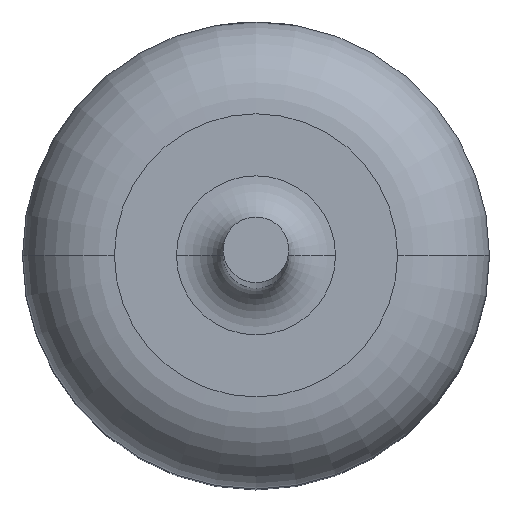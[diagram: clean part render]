
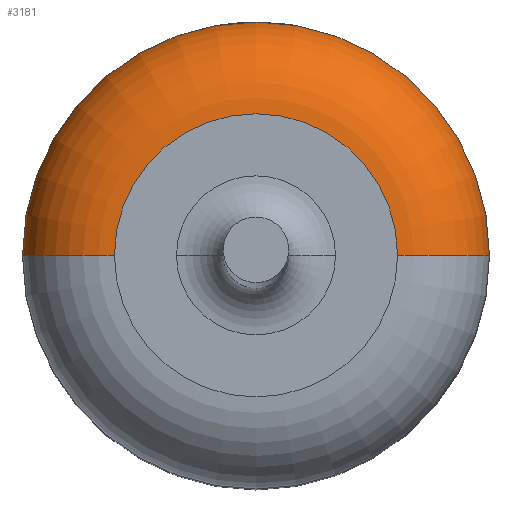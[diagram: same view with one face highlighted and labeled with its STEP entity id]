
A CAD part, top view. The second image highlights one B-rep face of the part: STEP entity #3181.
In plain terms, the highlighted toroidal (fillet/blend) face has major radius 1.155 mm and minor radius 0.75 mm.
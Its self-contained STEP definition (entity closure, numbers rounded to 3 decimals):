
#31 = AXIS2_PLACEMENT_3D ( 'NONE', #2025, #918, #2275 ) ;
#68 = EDGE_CURVE ( 'NONE', #3340, #1966, #1793, .T. ) ;
#386 = FACE_OUTER_BOUND ( 'NONE', #2972, .T. ) ;
#695 = DIRECTION ( 'NONE',  ( 0., 0., 1. ) ) ;
#709 = DIRECTION ( 'NONE',  ( 0., 0., -1. ) ) ;
#788 = CARTESIAN_POINT ( 'NONE',  ( 1.905, 0., 2.3 ) ) ;
#884 = DIRECTION ( 'NONE',  ( 1., 0., 0. ) ) ;
#918 = DIRECTION ( 'NONE',  ( 0., 0., -1. ) ) ;
#945 = CIRCLE ( 'NONE', #1649, 0.75 ) ;
#1003 = CARTESIAN_POINT ( 'NONE',  ( 1.155, 0., 2.3 ) ) ;
#1222 = AXIS2_PLACEMENT_3D ( 'NONE', #2221, #3342, #884 ) ;
#1235 = CARTESIAN_POINT ( 'NONE',  ( -1.155, 0., 3.05 ) ) ;
#1242 = ORIENTED_EDGE ( 'NONE', *, *, #68, .F. ) ;
#1248 = DIRECTION ( 'NONE',  ( 0., -1., 0. ) ) ;
#1649 = AXIS2_PLACEMENT_3D ( 'NONE', #1003, #1248, #709 ) ;
#1736 = TOROIDAL_SURFACE ( 'NONE', #2392, 1.155, 0.75 ) ;
#1793 = CIRCLE ( 'NONE', #1222, 1.155 ) ;
#1920 = EDGE_CURVE ( 'NONE', #2928, #3456, #2509, .T. ) ;
#1922 = AXIS2_PLACEMENT_3D ( 'NONE', #2378, #3441, #3200 ) ;
#1966 = VERTEX_POINT ( 'NONE', #1235 ) ;
#1984 = EDGE_CURVE ( 'NONE', #3456, #3340, #945, .T. ) ;
#2025 = CARTESIAN_POINT ( 'NONE',  ( 0., 0., 2.3 ) ) ;
#2221 = CARTESIAN_POINT ( 'NONE',  ( 0., 0., 3.05 ) ) ;
#2275 = DIRECTION ( 'NONE',  ( 1., 0., 0. ) ) ;
#2360 = CIRCLE ( 'NONE', #1922, 0.75 ) ;
#2378 = CARTESIAN_POINT ( 'NONE',  ( -1.155, 0., 2.3 ) ) ;
#2392 = AXIS2_PLACEMENT_3D ( 'NONE', #3353, #695, #2579 ) ;
#2509 = CIRCLE ( 'NONE', #31, 1.905 ) ;
#2579 = DIRECTION ( 'NONE',  ( 1., 0., 0. ) ) ;
#2596 = ORIENTED_EDGE ( 'NONE', *, *, #2851, .T. ) ;
#2743 = CARTESIAN_POINT ( 'NONE',  ( -1.905, 0., 2.3 ) ) ;
#2851 = EDGE_CURVE ( 'NONE', #2928, #1966, #2360, .T. ) ;
#2928 = VERTEX_POINT ( 'NONE', #2743 ) ;
#2972 = EDGE_LOOP ( 'NONE', ( #3159, #2596, #1242, #3302 ) ) ;
#3159 = ORIENTED_EDGE ( 'NONE', *, *, #1920, .F. ) ;
#3181 = ADVANCED_FACE ( 'NONE', ( #386 ), #1736, .T. ) ;
#3200 = DIRECTION ( 'NONE',  ( -1., 0., 0. ) ) ;
#3201 = CARTESIAN_POINT ( 'NONE',  ( 1.155, 0., 3.05 ) ) ;
#3302 = ORIENTED_EDGE ( 'NONE', *, *, #1984, .F. ) ;
#3340 = VERTEX_POINT ( 'NONE', #3201 ) ;
#3342 = DIRECTION ( 'NONE',  ( 0., 0., 1. ) ) ;
#3353 = CARTESIAN_POINT ( 'NONE',  ( 0., 0., 2.3 ) ) ;
#3441 = DIRECTION ( 'NONE',  ( 0., 1., 0. ) ) ;
#3456 = VERTEX_POINT ( 'NONE', #788 ) ;
